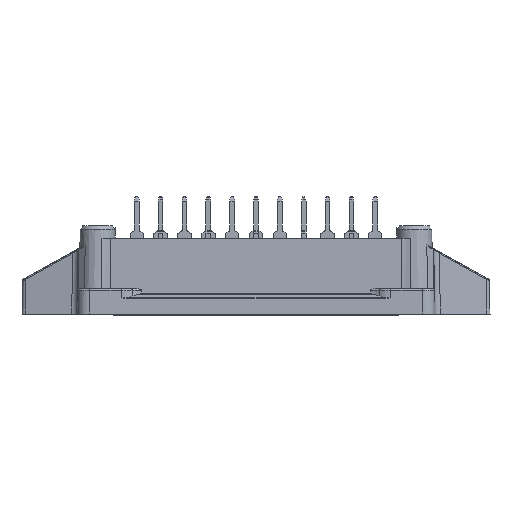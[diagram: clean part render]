
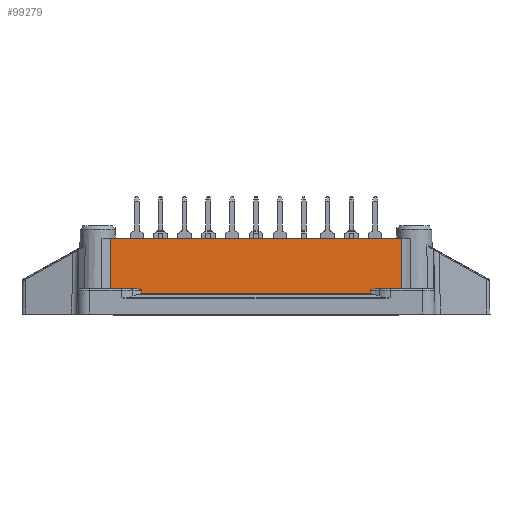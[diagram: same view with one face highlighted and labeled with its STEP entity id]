
A CAD part, front view. The second image highlights one B-rep face of the part: STEP entity #99279.
In plain terms, the highlighted planar face has unit normal (0, -1, 0.018).
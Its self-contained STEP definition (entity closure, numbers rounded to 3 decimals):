
#5304=B_SPLINE_CURVE_WITH_KNOTS('',3,(#137701,#137702,#137703,#137704),
 .UNSPECIFIED.,.F.,.F.,(4,4),(0.001,0.001),
 .UNSPECIFIED.);
#5305=B_SPLINE_CURVE_WITH_KNOTS('',3,(#137709,#137710,#137711,#137712),
 .UNSPECIFIED.,.F.,.F.,(4,4),(0.,0.001),
 .UNSPECIFIED.);
#5306=B_SPLINE_CURVE_WITH_KNOTS('',3,(#137714,#137715,#137716,#137717,#137718,
#137719,#137720,#137721),.UNSPECIFIED.,.F.,.F.,(4,1,1,1,1,4),(0.,
0.,0.,0.,0.001,
0.001),.UNSPECIFIED.);
#5307=B_SPLINE_CURVE_WITH_KNOTS('',3,(#137725,#137726,#137727,#137728),
 .UNSPECIFIED.,.F.,.F.,(4,4),(0.,0.007),.UNSPECIFIED.);
#5308=B_SPLINE_CURVE_WITH_KNOTS('',3,(#137729,#137730,#137731,#137732),
 .UNSPECIFIED.,.F.,.F.,(4,4),(0.,0.007),
 .UNSPECIFIED.);
#5309=B_SPLINE_CURVE_WITH_KNOTS('',3,(#137736,#137737,#137738,#137739,#137740,
#137741,#137742),.UNSPECIFIED.,.F.,.F.,(4,1,1,1,4),(0.,0.,
0.001,0.001,0.001),
 .UNSPECIFIED.);
#7928=ORIENTED_EDGE('',*,*,#28995,.F.);
#7929=ORIENTED_EDGE('',*,*,#28996,.T.);
#7930=ORIENTED_EDGE('',*,*,#28997,.F.);
#7931=ORIENTED_EDGE('',*,*,#28998,.T.);
#7932=ORIENTED_EDGE('',*,*,#28999,.T.);
#7933=ORIENTED_EDGE('',*,*,#29000,.T.);
#7934=ORIENTED_EDGE('',*,*,#27400,.F.);
#7935=ORIENTED_EDGE('',*,*,#29001,.T.);
#7936=ORIENTED_EDGE('',*,*,#29002,.F.);
#7937=ORIENTED_EDGE('',*,*,#29003,.T.);
#27400=EDGE_CURVE('',#37994,#37995,#44366,.T.);
#28995=EDGE_CURVE('',#39492,#39493,#5304,.T.);
#28996=EDGE_CURVE('',#39492,#39494,#45114,.T.);
#28997=EDGE_CURVE('',#39495,#39494,#5305,.T.);
#28998=EDGE_CURVE('',#39495,#39496,#5306,.T.);
#28999=EDGE_CURVE('',#39496,#39497,#45115,.T.);
#29000=EDGE_CURVE('',#39497,#37995,#5307,.T.);
#29001=EDGE_CURVE('',#37994,#39498,#5308,.T.);
#29002=EDGE_CURVE('',#39499,#39498,#45116,.T.);
#29003=EDGE_CURVE('',#39499,#39493,#5309,.T.);
#37994=VERTEX_POINT('',#133901);
#37995=VERTEX_POINT('',#133903);
#39492=VERTEX_POINT('',#137705);
#39493=VERTEX_POINT('',#137706);
#39494=VERTEX_POINT('',#137708);
#39495=VERTEX_POINT('',#137713);
#39496=VERTEX_POINT('',#137722);
#39497=VERTEX_POINT('',#137724);
#39498=VERTEX_POINT('',#137733);
#39499=VERTEX_POINT('',#137735);
#44366=LINE('',#133902,#51320);
#45114=LINE('',#137707,#52068);
#45115=LINE('',#137723,#52069);
#45116=LINE('',#137734,#52070);
#51320=VECTOR('',#111591,1000.);
#52068=VECTOR('',#113995,1000.);
#52069=VECTOR('',#113996,1000.);
#52070=VECTOR('',#113997,1000.);
#58359=EDGE_LOOP('',(#7928,#7929,#7930,#7931,#7932,#7933,#7934,#7935,#7936,
#7937));
#62879=FACE_BOUND('',#58359,.T.);
#67178=PLANE('',#104476);
#99279=ADVANCED_FACE('',(#62879),#67178,.T.);
#104476=AXIS2_PLACEMENT_3D('',#137700,#113993,#113994);
#111591=DIRECTION('',(1.,0.,0.));
#113993=DIRECTION('',(0.,-1.,0.017));
#113994=DIRECTION('',(0.,-0.017,-1.));
#113995=DIRECTION('',(1.,0.,0.));
#113996=DIRECTION('',(1.,0.,0.));
#113997=DIRECTION('',(-1.,0.,0.));
#133901=CARTESIAN_POINT('',(-19.525,-27.653,10.2));
#133902=CARTESIAN_POINT('',(-26.5,-27.653,10.2));
#133903=CARTESIAN_POINT('',(19.525,-27.653,10.2));
#137700=CARTESIAN_POINT('',(-26.5,-27.78,2.9));
#137701=CARTESIAN_POINT('',(-15.378,-27.781,2.822));
#137702=CARTESIAN_POINT('',(-15.379,-27.779,2.949));
#137703=CARTESIAN_POINT('',(-15.379,-27.777,3.076));
#137704=CARTESIAN_POINT('',(-15.379,-27.775,3.203));
#137705=CARTESIAN_POINT('',(-15.378,-27.781,2.822));
#137706=CARTESIAN_POINT('',(-15.379,-27.775,3.203));
#137707=CARTESIAN_POINT('',(-26.5,-27.781,2.822));
#137708=CARTESIAN_POINT('',(15.378,-27.781,2.822));
#137709=CARTESIAN_POINT('',(15.379,-27.775,3.203));
#137710=CARTESIAN_POINT('',(15.379,-27.777,3.076));
#137711=CARTESIAN_POINT('',(15.379,-27.779,2.949));
#137712=CARTESIAN_POINT('',(15.378,-27.781,2.822));
#137713=CARTESIAN_POINT('',(15.379,-27.775,3.203));
#137714=CARTESIAN_POINT('',(15.379,-27.775,3.203));
#137715=CARTESIAN_POINT('',(15.379,-27.774,3.235));
#137716=CARTESIAN_POINT('',(15.441,-27.773,3.274));
#137717=CARTESIAN_POINT('',(15.55,-27.773,3.32));
#137718=CARTESIAN_POINT('',(15.702,-27.772,3.361));
#137719=CARTESIAN_POINT('',(15.882,-27.771,3.392));
#137720=CARTESIAN_POINT('',(16.005,-27.771,3.4));
#137721=CARTESIAN_POINT('',(16.067,-27.771,3.4));
#137722=CARTESIAN_POINT('',(16.067,-27.771,3.4));
#137723=CARTESIAN_POINT('',(-26.5,-27.771,3.4));
#137724=CARTESIAN_POINT('',(19.511,-27.771,3.4));
#137725=CARTESIAN_POINT('',(19.511,-27.771,3.4));
#137726=CARTESIAN_POINT('',(19.516,-27.732,5.667));
#137727=CARTESIAN_POINT('',(19.521,-27.692,7.933));
#137728=CARTESIAN_POINT('',(19.525,-27.653,10.2));
#137729=CARTESIAN_POINT('',(-19.525,-27.653,10.2));
#137730=CARTESIAN_POINT('',(-19.521,-27.692,7.933));
#137731=CARTESIAN_POINT('',(-19.516,-27.732,5.667));
#137732=CARTESIAN_POINT('',(-19.511,-27.771,3.4));
#137733=CARTESIAN_POINT('',(-19.511,-27.771,3.4));
#137734=CARTESIAN_POINT('',(-26.5,-27.771,3.4));
#137735=CARTESIAN_POINT('',(-16.067,-27.771,3.4));
#137736=CARTESIAN_POINT('',(-16.067,-27.771,3.4));
#137737=CARTESIAN_POINT('',(-15.944,-27.771,3.4));
#137738=CARTESIAN_POINT('',(-15.762,-27.772,3.377));
#137739=CARTESIAN_POINT('',(-15.549,-27.773,3.32));
#137740=CARTESIAN_POINT('',(-15.44,-27.773,3.273));
#137741=CARTESIAN_POINT('',(-15.379,-27.774,3.235));
#137742=CARTESIAN_POINT('',(-15.379,-27.775,3.203));
